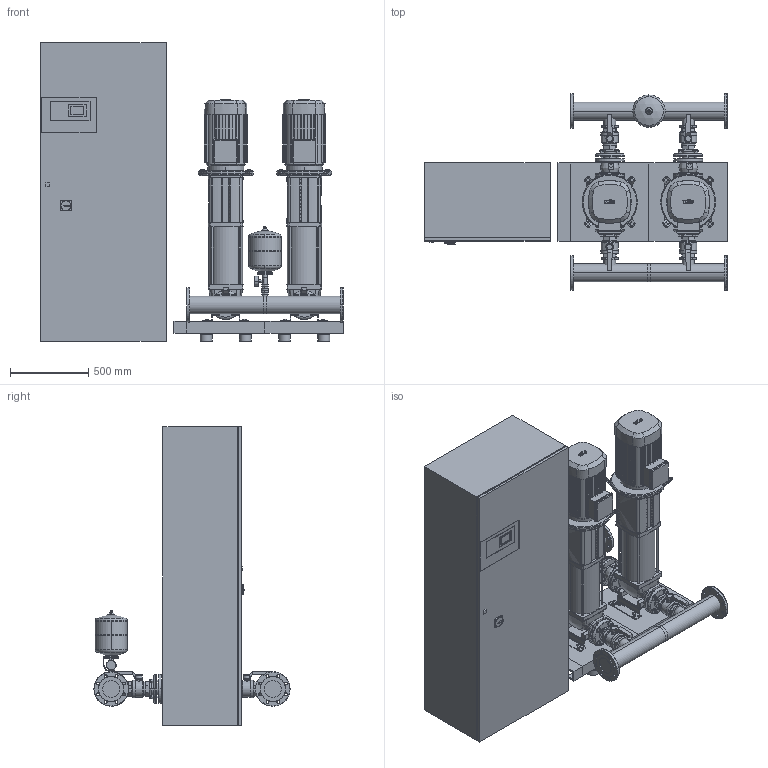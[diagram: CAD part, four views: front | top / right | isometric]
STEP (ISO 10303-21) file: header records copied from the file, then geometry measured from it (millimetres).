
FILE_DESCRIPTION((''),'2;1');
FILE_NAME('3d_COR-2HELIXV3605_2_K_CC-01-2532371.stp','2016-01-25T07:23:09',(''),(''),'Mechanical Desktop 2009','Mechanical Desktop 2009',', , ');
FILE_SCHEMA(('CONFIG_CONTROL_DESIGN'));
Length unit declared in the file: millimetre
Products named in the file (1): Product
Bounding box: 1930 x 1250 x 1900 mm (x, y, z)
Volume: 929062524.2 mm3; surface area: 16457414.8 mm2
Topology: 131 solids, 131 shells, 4138 faces, 10713 edges, 6956 vertices
Faces by surface type: bspline 1594, plane 1484, cylinder 790, cone 144, torus 124, sphere 2
Entity records: 145042 total; most frequent: CARTESIAN_POINT 45743, ORIENTED_EDGE 21358, DIRECTION 19021, EDGE_CURVE 10679, VERTEX_POINT 6942, VECTOR 6519, LINE 6519, AXIS2_PLACEMENT_3D 6251
